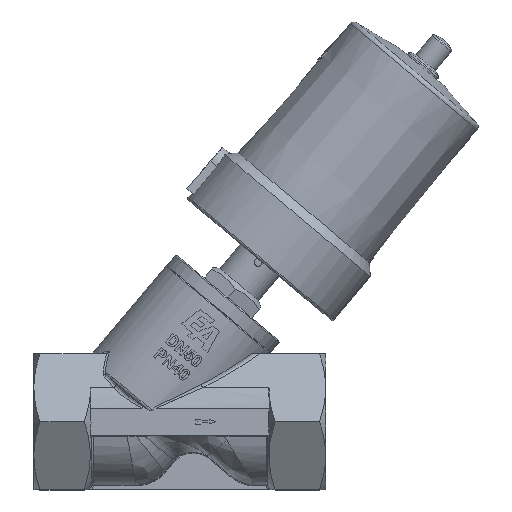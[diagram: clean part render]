
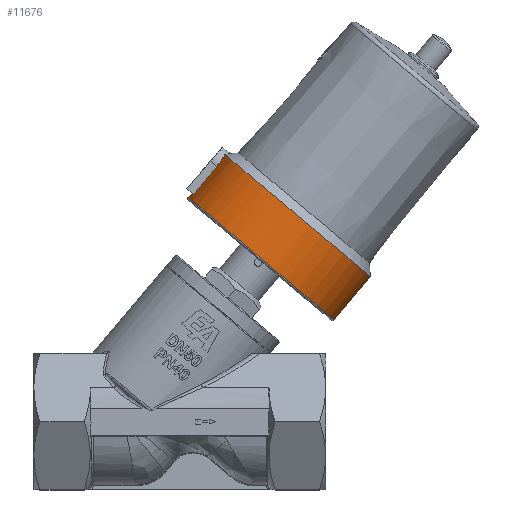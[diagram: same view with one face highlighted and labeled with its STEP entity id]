
A CAD part, top view. The second image highlights one B-rep face of the part: STEP entity #11676.
In plain terms, the highlighted cylindrical face has radius 49 mm (diameter 98 mm), a full revolution.
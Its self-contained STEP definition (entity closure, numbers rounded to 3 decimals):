
#561=B_SPLINE_CURVE_WITH_KNOTS('',3,(#28515,#28516,#28517,#28518,#28519,
#28520,#28521,#28522),.UNSPECIFIED.,.F.,.F.,(4,2,2,4),(4.97,
5.076,5.438,5.768),.UNSPECIFIED.);
#563=B_SPLINE_CURVE_WITH_KNOTS('',3,(#28538,#28539,#28540,#28541,#28542,
#28543,#28544,#28545),.UNSPECIFIED.,.F.,.F.,(4,2,2,4),(2.934,
3.263,3.626,3.731),.UNSPECIFIED.);
#692=ELLIPSE('',#12793,1404.032,49.);
#693=ELLIPSE('',#12802,1404.032,49.);
#994=CYLINDRICAL_SURFACE('',#12823,49.);
#1451=CIRCLE('',#12804,49.);
#1452=CIRCLE('',#12806,49.);
#1453=CIRCLE('',#12807,49.);
#1462=CIRCLE('',#12819,49.);
#1463=CIRCLE('',#12820,49.);
#1464=CIRCLE('',#12821,49.);
#2222=FACE_OUTER_BOUND('',#2941,.T.);
#2941=EDGE_LOOP('',(#10573,#10574,#10575,#10576,#10577,#10578,#10579,#10580,
#10581,#10582,#10583,#10584));
#3647=LINE('',#28632,#4325);
#4325=VECTOR('',#15484,49.);
#5425=VERTEX_POINT('',#28506);
#5426=VERTEX_POINT('',#28508);
#5427=VERTEX_POINT('',#28512);
#5428=VERTEX_POINT('',#28514);
#5429=VERTEX_POINT('',#28523);
#5434=VERTEX_POINT('',#28593);
#5435=VERTEX_POINT('',#28599);
#5444=VERTEX_POINT('',#28623);
#5445=VERTEX_POINT('',#28625);
#5446=VERTEX_POINT('',#28627);
#7146=EDGE_CURVE('',#5426,#5425,#692,.T.);
#7149=EDGE_CURVE('',#5428,#5427,#561,.T.);
#7151=EDGE_CURVE('',#5425,#5429,#563,.T.);
#7159=EDGE_CURVE('',#5427,#5434,#693,.T.);
#7160=EDGE_CURVE('',#5434,#5426,#1451,.T.);
#7161=EDGE_CURVE('',#5429,#5435,#1452,.T.);
#7162=EDGE_CURVE('',#5435,#5428,#1453,.T.);
#7174=EDGE_CURVE('',#5444,#5445,#1462,.T.);
#7175=EDGE_CURVE('',#5445,#5446,#1463,.T.);
#7176=EDGE_CURVE('',#5446,#5444,#1464,.T.);
#7178=EDGE_CURVE('',#5445,#5435,#3647,.T.);
#10573=ORIENTED_EDGE('',*,*,#7176,.F.);
#10574=ORIENTED_EDGE('',*,*,#7175,.F.);
#10575=ORIENTED_EDGE('',*,*,#7178,.T.);
#10576=ORIENTED_EDGE('',*,*,#7162,.T.);
#10577=ORIENTED_EDGE('',*,*,#7149,.T.);
#10578=ORIENTED_EDGE('',*,*,#7159,.T.);
#10579=ORIENTED_EDGE('',*,*,#7160,.T.);
#10580=ORIENTED_EDGE('',*,*,#7146,.T.);
#10581=ORIENTED_EDGE('',*,*,#7151,.T.);
#10582=ORIENTED_EDGE('',*,*,#7161,.T.);
#10583=ORIENTED_EDGE('',*,*,#7178,.F.);
#10584=ORIENTED_EDGE('',*,*,#7174,.F.);
#11676=ADVANCED_FACE('',(#2222),#994,.T.);
#12793=AXIS2_PLACEMENT_3D('',#28509,#15414,#15415);
#12802=AXIS2_PLACEMENT_3D('',#28595,#15437,#15438);
#12804=AXIS2_PLACEMENT_3D('',#28597,#15441,#15442);
#12806=AXIS2_PLACEMENT_3D('',#28600,#15445,#15446);
#12807=AXIS2_PLACEMENT_3D('',#28601,#15447,#15448);
#12819=AXIS2_PLACEMENT_3D('',#28626,#15474,#15475);
#12820=AXIS2_PLACEMENT_3D('',#28628,#15476,#15477);
#12821=AXIS2_PLACEMENT_3D('',#28629,#15478,#15479);
#12823=AXIS2_PLACEMENT_3D('',#28631,#15482,#15483);
#15414=DIRECTION('center_axis',(0.999,0.035,0.));
#15415=DIRECTION('ref_axis',(0.035,-0.999,0.));
#15437=DIRECTION('center_axis',(-0.999,0.035,0.));
#15438=DIRECTION('ref_axis',(0.035,0.999,0.));
#15441=DIRECTION('center_axis',(0.,-1.,0.));
#15442=DIRECTION('ref_axis',(1.,0.,0.));
#15445=DIRECTION('center_axis',(0.,-1.,0.));
#15446=DIRECTION('ref_axis',(1.,0.,0.));
#15447=DIRECTION('center_axis',(0.,-1.,0.));
#15448=DIRECTION('ref_axis',(1.,0.,0.));
#15474=DIRECTION('center_axis',(0.,-1.,0.));
#15475=DIRECTION('ref_axis',(-1.,0.,0.));
#15476=DIRECTION('center_axis',(0.,-1.,0.));
#15477=DIRECTION('ref_axis',(-1.,0.,0.));
#15478=DIRECTION('center_axis',(0.,-1.,0.));
#15479=DIRECTION('ref_axis',(-1.,0.,0.));
#15482=DIRECTION('center_axis',(0.,-1.,0.));
#15483=DIRECTION('ref_axis',(1.,0.,0.));
#15484=DIRECTION('',(0.,1.,0.));
#28506=CARTESIAN_POINT('',(9.592,31.738,-48.052));
#28508=CARTESIAN_POINT('',(10.25,12.903,-47.916));
#28509=CARTESIAN_POINT('Origin',(0.,306.425,
0.));
#28512=CARTESIAN_POINT('',(-9.592,31.738,-48.052));
#28514=CARTESIAN_POINT('',(-5.989,38.903,-48.633));
#28515=CARTESIAN_POINT('Ctrl Pts',(-5.989,38.903,-48.633));
#28516=CARTESIAN_POINT('Ctrl Pts',(-6.272,38.677,-48.598));
#28517=CARTESIAN_POINT('Ctrl Pts',(-6.539,38.438,-48.562));
#28518=CARTESIAN_POINT('Ctrl Pts',(-7.637,37.34,-48.409));
#28519=CARTESIAN_POINT('Ctrl Pts',(-8.375,36.263,-48.281));
#28520=CARTESIAN_POINT('Ctrl Pts',(-9.311,34.008,-48.109));
#28521=CARTESIAN_POINT('Ctrl Pts',(-9.554,32.848,-48.06));
#28522=CARTESIAN_POINT('Ctrl Pts',(-9.592,31.738,-48.052));
#28523=CARTESIAN_POINT('',(5.989,38.903,-48.633));
#28538=CARTESIAN_POINT('Ctrl Pts',(9.592,31.738,-48.052));
#28539=CARTESIAN_POINT('Ctrl Pts',(9.554,32.848,-48.06));
#28540=CARTESIAN_POINT('Ctrl Pts',(9.311,34.008,-48.109));
#28541=CARTESIAN_POINT('Ctrl Pts',(8.375,36.263,-48.281));
#28542=CARTESIAN_POINT('Ctrl Pts',(7.637,37.34,-48.409));
#28543=CARTESIAN_POINT('Ctrl Pts',(6.539,38.438,-48.562));
#28544=CARTESIAN_POINT('Ctrl Pts',(6.272,38.677,-48.598));
#28545=CARTESIAN_POINT('Ctrl Pts',(5.989,38.903,-48.633));
#28593=CARTESIAN_POINT('',(-10.25,12.903,-47.916));
#28595=CARTESIAN_POINT('Origin',(0.,306.425,
0.));
#28597=CARTESIAN_POINT('Origin',(0.,12.903,
0.));
#28599=CARTESIAN_POINT('',(-49.,38.903,0.));
#28600=CARTESIAN_POINT('Origin',(0.,38.903,
0.));
#28601=CARTESIAN_POINT('Origin',(0.,38.903,
0.));
#28623=CARTESIAN_POINT('',(0.,9.903,49.));
#28625=CARTESIAN_POINT('',(-49.,9.903,0.));
#28626=CARTESIAN_POINT('Origin',(0.,9.903,
0.));
#28627=CARTESIAN_POINT('',(49.,9.903,0.));
#28628=CARTESIAN_POINT('Origin',(0.,9.903,
0.));
#28629=CARTESIAN_POINT('Origin',(0.,9.903,
0.));
#28631=CARTESIAN_POINT('Origin',(0.,23.903,
0.));
#28632=CARTESIAN_POINT('',(-49.,23.903,0.));
